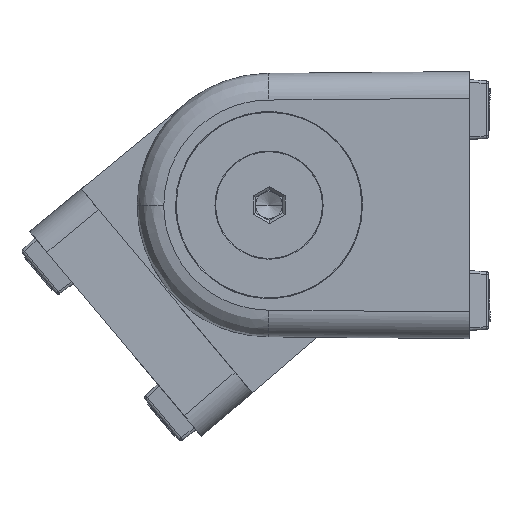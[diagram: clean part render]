
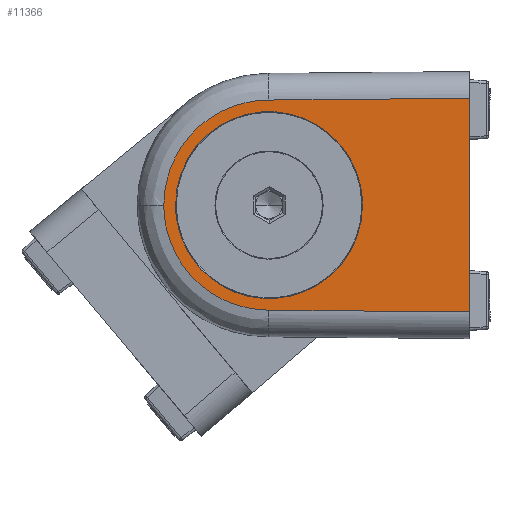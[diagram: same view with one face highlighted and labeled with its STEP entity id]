
A CAD part, left-side view. The second image highlights one B-rep face of the part: STEP entity #11366.
In plain terms, the highlighted face is planar.
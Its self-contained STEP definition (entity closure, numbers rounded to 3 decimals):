
#355 = EDGE_CURVE ( 'NONE', #4102, #8585, #8782, .T. ) ;
#374 = VERTEX_POINT ( 'NONE', #5856 ) ;
#621 =( BOUNDED_CURVE ( )  B_SPLINE_CURVE ( 3, ( #7954, #7944, #7901, #7885 ),
 .UNSPECIFIED., .F., .F. ) 
 B_SPLINE_CURVE_WITH_KNOTS ( ( 4, 4 ),
 ( 3.142, 6.283 ),
 .UNSPECIFIED. ) 
 CURVE ( )  GEOMETRIC_REPRESENTATION_ITEM ( )  RATIONAL_B_SPLINE_CURVE ( ( 1., 0.333, 0.333, 1. ) ) 
 REPRESENTATION_ITEM ( '' )  );
#1139 = DIRECTION ( 'NONE',  ( -0.009, -0.009, 1. ) ) ;
#1366 = CARTESIAN_POINT ( 'NONE',  ( 7.999, 9.999, 0.157 ) ) ;
#1577 = AXIS2_PLACEMENT_3D ( 'NONE', #11369, #11357, #11352 ) ;
#2143 = CARTESIAN_POINT ( 'NONE',  ( 0., 9.93, 8. ) ) ;
#2412 = ORIENTED_EDGE ( 'NONE', *, *, #3112, .T. ) ;
#2473 = VERTEX_POINT ( 'NONE', #12499 ) ;
#3112 = EDGE_CURVE ( 'NONE', #2473, #6743, #10482, .T. ) ;
#3299 = EDGE_CURVE ( 'NONE', #374, #6743, #8137, .T. ) ;
#3907 = EDGE_CURVE ( 'NONE', #7362, #6468, #8219, .T. ) ;
#4102 = VERTEX_POINT ( 'NONE', #8952 ) ;
#4123 = EDGE_CURVE ( 'NONE', #8585, #374, #12542, .T. ) ;
#4126 = ORIENTED_EDGE ( 'NONE', *, *, #355, .F. ) ;
#4862 = CARTESIAN_POINT ( 'NONE',  ( -8., 10., -0.017 ) ) ;
#5856 = CARTESIAN_POINT ( 'NONE',  ( -7.869, 9.869, 15.009 ) ) ;
#5879 = ORIENTED_EDGE ( 'NONE', *, *, #3907, .T. ) ;
#5885 = CARTESIAN_POINT ( 'NONE',  ( 0., 9.8, 22.887 ) ) ;
#5902 = CARTESIAN_POINT ( 'NONE',  ( 1.037, 9.8, 22.887 ) ) ;
#5913 = CARTESIAN_POINT ( 'NONE',  ( 2.073, 9.802, 22.679 ) ) ;
#5918 = CARTESIAN_POINT ( 'NONE',  ( 3.987, 9.809, 21.88 ) ) ;
#5930 = CARTESIAN_POINT ( 'NONE',  ( 4.864, 9.814, 21.29 ) ) ;
#5935 = CARTESIAN_POINT ( 'NONE',  ( 6.323, 9.827, 19.815 ) ) ;
#5950 = CARTESIAN_POINT ( 'NONE',  ( 6.904, 9.835, 18.933 ) ) ;
#5961 = CARTESIAN_POINT ( 'NONE',  ( 7.674, 9.851, 17.033 ) ) ;
#6047 = CARTESIAN_POINT ( 'NONE',  ( 7.869, 9.869, 15.009 ) ) ;
#6075 = ORIENTED_EDGE ( 'NONE', *, *, #6740, .T. ) ;
#6364 = CARTESIAN_POINT ( 'NONE',  ( 7.87, 9.86, 16.022 ) ) ;
#6468 = VERTEX_POINT ( 'NONE', #9838 ) ;
#6740 = EDGE_CURVE ( 'NONE', #6468, #7362, #621, .T. ) ;
#6743 = VERTEX_POINT ( 'NONE', #8123 ) ;
#7362 = VERTEX_POINT ( 'NONE', #2143 ) ;
#7885 = CARTESIAN_POINT ( 'NONE',  ( 0., 9.93, 8. ) ) ;
#7901 = CARTESIAN_POINT ( 'NONE',  ( -14., 9.93, 8. ) ) ;
#7944 = CARTESIAN_POINT ( 'NONE',  ( -14., 9.808, 22. ) ) ;
#7954 = CARTESIAN_POINT ( 'NONE',  ( 0., 9.808, 22. ) ) ;
#8114 = VECTOR ( 'NONE', #10566, 1000. ) ;
#8123 = CARTESIAN_POINT ( 'NONE',  ( -8., 10., 0. ) ) ;
#8137 = LINE ( 'NONE', #4862, #8114 ) ;
#8219 =( BOUNDED_CURVE ( )  B_SPLINE_CURVE ( 3, ( #10385, #10396, #10376, #10359 ),
 .UNSPECIFIED., .F., .F. ) 
 B_SPLINE_CURVE_WITH_KNOTS ( ( 4, 4 ),
 ( 0., 3.142 ),
 .UNSPECIFIED. ) 
 CURVE ( )  GEOMETRIC_REPRESENTATION_ITEM ( )  RATIONAL_B_SPLINE_CURVE ( ( 1., 0.333, 0.333, 1. ) ) 
 REPRESENTATION_ITEM ( '' )  );
#8474 = EDGE_CURVE ( 'NONE', #2473, #4102, #12955, .T. ) ;
#8585 = VERTEX_POINT ( 'NONE', #12713 ) ;
#8782 =( BOUNDED_CURVE ( )  B_SPLINE_CURVE ( 3, ( #6047, #6364, #5961, #5950, #5935, #5930, #5918, #5913, #5902, #5885 ),
 .UNSPECIFIED., .F., .T. ) 
 B_SPLINE_CURVE_WITH_KNOTS ( ( 4, 2, 2, 2, 4 ),
 ( 0., 0.246, 0.497, 0.749, 1. ),
 .UNSPECIFIED. ) 
 CURVE ( )  GEOMETRIC_REPRESENTATION_ITEM ( )  RATIONAL_B_SPLINE_CURVE ( ( 1., 1., 1., 1., 1., 1., 1., 1., 1., 1. ) ) 
 REPRESENTATION_ITEM ( '' )  );
#8814 = CARTESIAN_POINT ( 'NONE',  ( -7.869, 9.869, 15.009 ) ) ;
#8818 = CARTESIAN_POINT ( 'NONE',  ( -7.87, 9.86, 16.022 ) ) ;
#8833 = CARTESIAN_POINT ( 'NONE',  ( -7.674, 9.851, 17.033 ) ) ;
#8841 = CARTESIAN_POINT ( 'NONE',  ( -6.904, 9.835, 18.933 ) ) ;
#8843 = CARTESIAN_POINT ( 'NONE',  ( -6.323, 9.827, 19.815 ) ) ;
#8855 = CARTESIAN_POINT ( 'NONE',  ( -4.864, 9.814, 21.29 ) ) ;
#8869 = CARTESIAN_POINT ( 'NONE',  ( -3.987, 9.809, 21.88 ) ) ;
#8876 = CARTESIAN_POINT ( 'NONE',  ( -2.073, 9.802, 22.679 ) ) ;
#8895 = CARTESIAN_POINT ( 'NONE',  ( 0., 9.8, 22.887 ) ) ;
#8917 = CARTESIAN_POINT ( 'NONE',  ( -1.037, 9.8, 22.887 ) ) ;
#8952 = CARTESIAN_POINT ( 'NONE',  ( 7.869, 9.869, 15.009 ) ) ;
#9838 = CARTESIAN_POINT ( 'NONE',  ( 0., 9.808, 22. ) ) ;
#10177 = ORIENTED_EDGE ( 'NONE', *, *, #8474, .F. ) ;
#10359 = CARTESIAN_POINT ( 'NONE',  ( 0., 9.808, 22. ) ) ;
#10376 = CARTESIAN_POINT ( 'NONE',  ( 14., 9.808, 22. ) ) ;
#10385 = CARTESIAN_POINT ( 'NONE',  ( 0., 9.93, 8. ) ) ;
#10396 = CARTESIAN_POINT ( 'NONE',  ( 14., 9.93, 8. ) ) ;
#10422 = EDGE_LOOP ( 'NONE', ( #2412, #11595, #12206, #4126, #10177 ) ) ;
#10482 = LINE ( 'NONE', #12831, #10609 ) ;
#10566 = DIRECTION ( 'NONE',  ( -0.009, 0.009, -1. ) ) ;
#10609 = VECTOR ( 'NONE', #11160, 1000. ) ;
#11031 = EDGE_LOOP ( 'NONE', ( #6075, #5879 ) ) ;
#11160 = DIRECTION ( 'NONE',  ( -1., 0., 0. ) ) ;
#11352 = DIRECTION ( 'NONE',  ( 0., -0.009, 1. ) ) ;
#11357 = DIRECTION ( 'NONE',  ( 0., 1., 0.009 ) ) ;
#11366 = ADVANCED_FACE ( 'NONE', ( #12591, #12578 ), #11476, .T. ) ;
#11369 = CARTESIAN_POINT ( 'NONE',  ( -10., 10., 0. ) ) ;
#11476 = PLANE ( 'NONE',  #1577 ) ;
#11595 = ORIENTED_EDGE ( 'NONE', *, *, #3299, .F. ) ;
#12206 = ORIENTED_EDGE ( 'NONE', *, *, #4123, .F. ) ;
#12499 = CARTESIAN_POINT ( 'NONE',  ( 8., 10., 0. ) ) ;
#12542 = B_SPLINE_CURVE_WITH_KNOTS ( 'NONE', 3,
 ( #8895, #8917, #8876, #8869, #8855, #8843, #8841, #8833, #8818, #8814 ),
 .UNSPECIFIED., .F., .F.,
 ( 4, 2, 2, 2, 4 ),
 ( 0., 0.251, 0.503, 0.754, 1. ),
 .UNSPECIFIED. ) ;
#12578 = FACE_BOUND ( 'NONE', #11031, .T. ) ;
#12591 = FACE_OUTER_BOUND ( 'NONE', #10422, .T. ) ;
#12713 = CARTESIAN_POINT ( 'NONE',  ( 0., 9.8, 22.887 ) ) ;
#12831 = CARTESIAN_POINT ( 'NONE',  ( -10., 10., 0. ) ) ;
#12955 = LINE ( 'NONE', #1366, #12968 ) ;
#12968 = VECTOR ( 'NONE', #1139, 1000. ) ;
